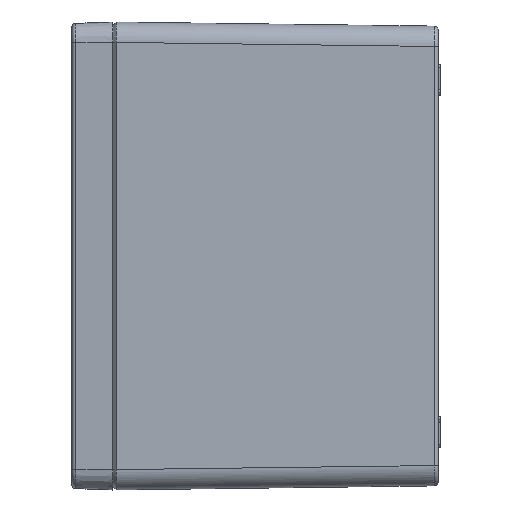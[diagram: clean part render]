
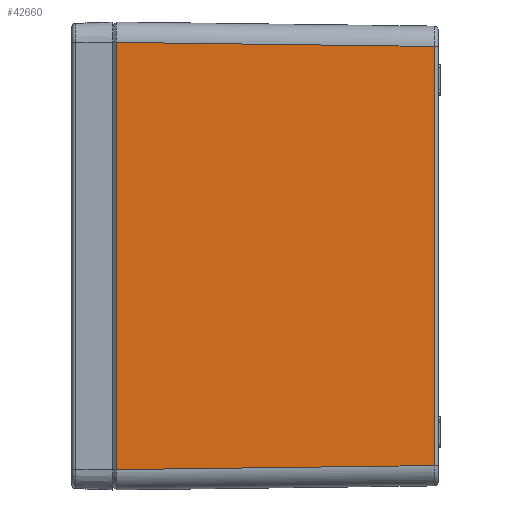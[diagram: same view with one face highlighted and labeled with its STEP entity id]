
A CAD part, left-side view. The second image highlights one B-rep face of the part: STEP entity #42660.
In plain terms, the highlighted planar face has unit normal (-1, -0.013, 0).
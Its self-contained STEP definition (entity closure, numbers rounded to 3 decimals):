
#538 = CARTESIAN_POINT ( 'NONE',  ( -164.977, -1.8, -115. ) ) ;
#1260 = VERTEX_POINT ( 'NONE', #38841 ) ;
#2263 = ORIENTED_EDGE ( 'NONE', *, *, #39297, .T. ) ;
#2265 = VERTEX_POINT ( 'NONE', #19244 ) ;
#2505 = VERTEX_POINT ( 'NONE', #25768 ) ;
#3608 = VECTOR ( 'NONE', #13984, 1000. ) ;
#4604 = FACE_OUTER_BOUND ( 'NONE', #25596, .T. ) ;
#6852 = VECTOR ( 'NONE', #6896, 1000. ) ;
#6896 = DIRECTION ( 'NONE',  ( 0., 0., 1. ) ) ;
#7521 = VECTOR ( 'NONE', #28166, 1000. ) ;
#7922 = PLANE ( 'NONE',  #9424 ) ;
#9424 = AXIS2_PLACEMENT_3D ( 'NONE', #21340, #20680, #34079 ) ;
#13275 = VERTEX_POINT ( 'NONE', #14440 ) ;
#13984 = DIRECTION ( 'NONE',  ( 0., 0., -1. ) ) ;
#14440 = CARTESIAN_POINT ( 'NONE',  ( -164.977, -1.8, -104.978 ) ) ;
#15427 = ORIENTED_EDGE ( 'NONE', *, *, #32905, .T. ) ;
#17236 = CARTESIAN_POINT ( 'NONE',  ( -162.987, -158.025, 102.962 ) ) ;
#19244 = CARTESIAN_POINT ( 'NONE',  ( -162.987, -158.025, 102.987 ) ) ;
#20319 = ORIENTED_EDGE ( 'NONE', *, *, #35786, .T. ) ;
#20680 = DIRECTION ( 'NONE',  ( -1., -0.013, 0. ) ) ;
#20740 = LINE ( 'NONE', #17236, #6852 ) ;
#21340 = CARTESIAN_POINT ( 'NONE',  ( -165., 0., -115. ) ) ;
#23873 = LINE ( 'NONE', #538, #3608 ) ;
#24640 = CARTESIAN_POINT ( 'NONE',  ( -164.964, -2.802, 104.965 ) ) ;
#24781 = VECTOR ( 'NONE', #31878, 1000. ) ;
#25596 = EDGE_LOOP ( 'NONE', ( #20319, #2263, #29442, #15427 ) ) ;
#25768 = CARTESIAN_POINT ( 'NONE',  ( -164.977, -1.8, 104.978 ) ) ;
#27728 = LINE ( 'NONE', #24640, #24781 ) ;
#28166 = DIRECTION ( 'NONE',  ( 0.013, -1., 0.013 ) ) ;
#28387 = LINE ( 'NONE', #40974, #7521 ) ;
#29442 = ORIENTED_EDGE ( 'NONE', *, *, #34942, .T. ) ;
#31878 = DIRECTION ( 'NONE',  ( -0.013, 1., 0.013 ) ) ;
#32905 = EDGE_CURVE ( 'NONE', #2505, #13275, #23873, .T. ) ;
#34079 = DIRECTION ( 'NONE',  ( 0.013, -1., 0. ) ) ;
#34942 = EDGE_CURVE ( 'NONE', #2265, #2505, #27728, .T. ) ;
#35786 = EDGE_CURVE ( 'NONE', #13275, #1260, #28387, .T. ) ;
#38841 = CARTESIAN_POINT ( 'NONE',  ( -162.987, -158.025, -102.987 ) ) ;
#39297 = EDGE_CURVE ( 'NONE', #1260, #2265, #20740, .T. ) ;
#40974 = CARTESIAN_POINT ( 'NONE',  ( -165.002, 0.127, -105.002 ) ) ;
#42660 = ADVANCED_FACE ( 'NONE', ( #4604 ), #7922, .T. ) ;
